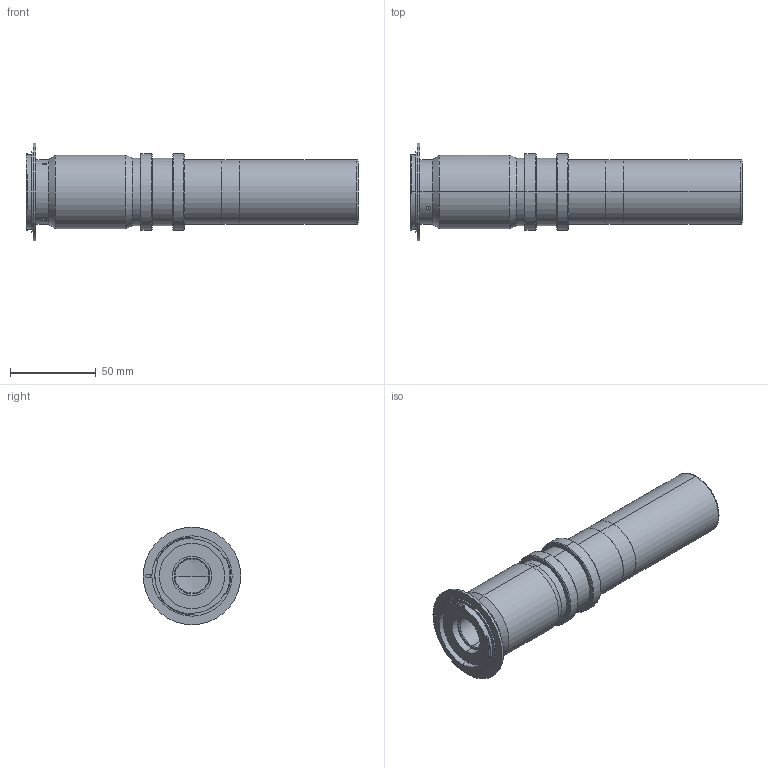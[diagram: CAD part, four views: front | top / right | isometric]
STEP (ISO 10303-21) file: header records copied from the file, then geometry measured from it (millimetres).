
FILE_DESCRIPTION (( 'STEP AP214' ), '1' );
FILE_NAME ('4M16_F.STEP', '2013-04-29T10:56:06', ( 'Work' ), ( '' ), 'SwSTEP 2.0', 'SolidWorks 2013', '' );
FILE_SCHEMA (( 'AUTOMOTIVE_DESIGN' ));
Length unit declared in the file: millimetre
Products named in the file (1): 4M16_F
Bounding box: 194.1 x 56.9 x 56.9 mm (x, y, z)
Surface area: 38735.3 mm2 (no closed solid volume)
Topology: 0 solids, 9 shells, 117 faces, 314 edges, 212 vertices
Faces by surface type: cylinder 57, plane 33, cone 23, sphere 2, torus 2
Entity records: 5438 total; most frequent: CARTESIAN_POINT 1134, DIRECTION 680, ORIENTED_EDGE 540, EDGE_CURVE 314, AXIS2_PLACEMENT_3D 280, VERTEX_POINT 212, CIRCLE 162, EDGE_LOOP 144
